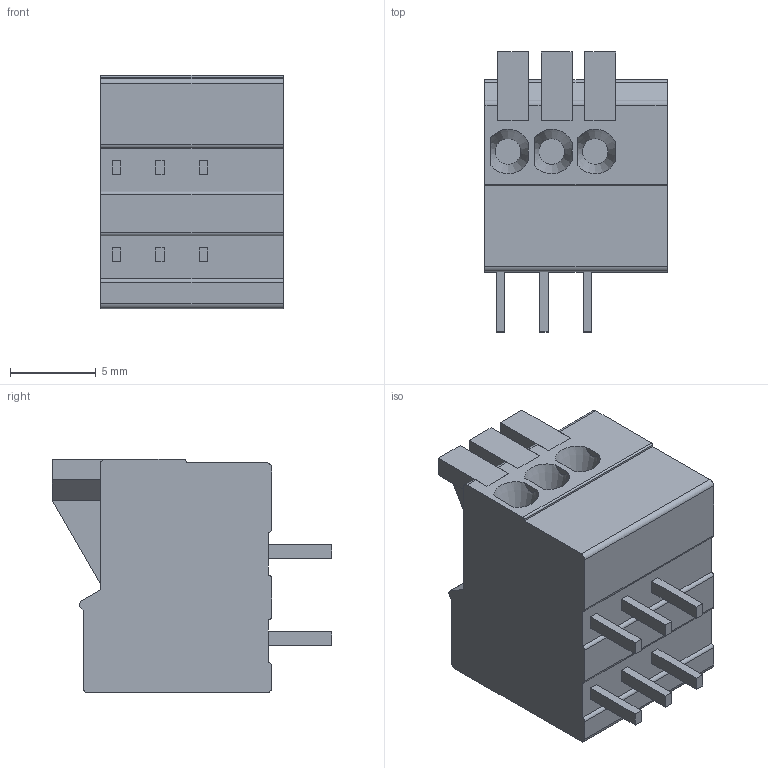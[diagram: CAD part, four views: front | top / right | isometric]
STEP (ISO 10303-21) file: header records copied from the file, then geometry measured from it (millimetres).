
FILE_DESCRIPTION(/* description */ (''),/* implementation_level */ '2;1');
FILE_NAME(/* name */ '1-2834016-3.stp',/* time_stamp */ '2024-03-02T13:08:27+04:00',/* author */ ('nik'),/* organization */ ('Tyco Electronics Ltd.'),/* preprocessor_version */ 'ST-DEVELOPER v19.2',/* originating_system */ 'Autodesk Inventor 2024',/* authorisation */ '');
FILE_SCHEMA (('AUTOMOTIVE_DESIGN { 1 0 10303 214 3 1 1 }'));
Length unit declared in the file: millimetre
Products named in the file (1): C-1-2834016-6
Bounding box: 10.62 x 16.3 x 13.6 mm (x, y, z)
Volume: 1511.9 mm3; surface area: 990 mm2
Topology: 1 solids, 1 shells, 102 faces, 270 edges, 179 vertices
Faces by surface type: plane 82, cylinder 17, cone 3
Entity records: 3260 total; most frequent: CARTESIAN_POINT 564, ORIENTED_EDGE 540, DIRECTION 516, EDGE_CURVE 270, LINE 218, VECTOR 218, VERTEX_POINT 179, AXIS2_PLACEMENT_3D 149
